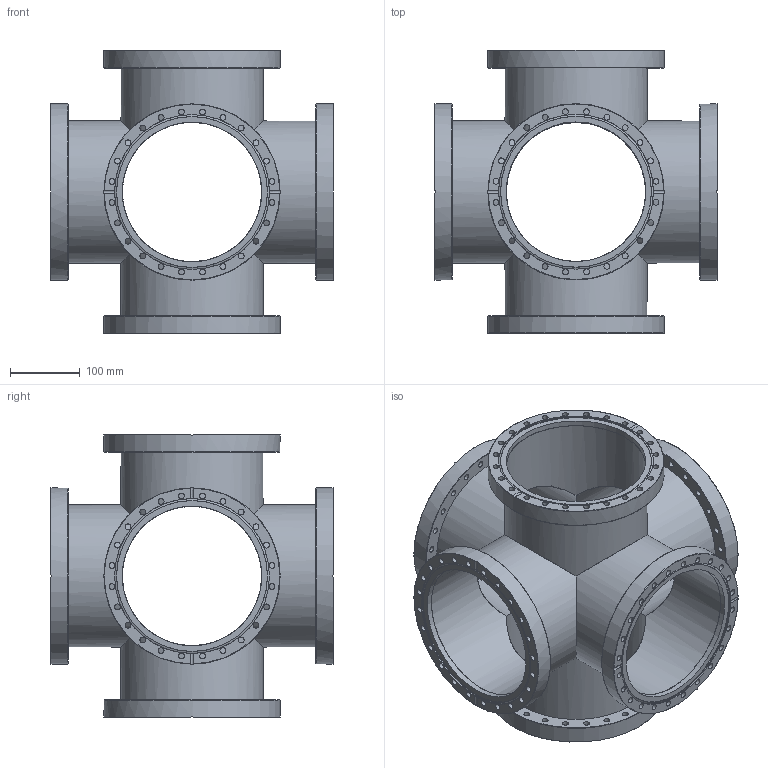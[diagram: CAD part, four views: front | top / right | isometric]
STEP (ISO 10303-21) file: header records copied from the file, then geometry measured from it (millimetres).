
FILE_DESCRIPTION((''),'2;1');
FILE_NAME('XX200R-304.stp','2009-04-30T15:26:55',('hasers'),(''),'Autodesk Inventor 2008','Autodesk Inventor 2008','');
FILE_SCHEMA(('AUTOMOTIVE_DESIGN { 1 0 10303 214 1 1 1 1 }'));
Length unit declared in the file: millimetre
Products named in the file (10): XX200R-304; Rohre [Subject [Summary]=2x45°][Keywords [Summary]=1.4301][Title [Summary]=204x2,0 (0,5m)]_1; Rohre [Subject [Summary]=2x45°][Keywords [Summary]=1.4301][Title [Summary]=204x2,0 (0,5m)]_2; Rohre [Subject [Summary]=2x45°][Keywords [Summary]=1.4301][Title [Summary]=204x2,0 (0,5m)]_3; Rohre [Subject [Summary]=2x45°][Keywords [Summary]=1.4301][Title [Summary]=204x2,0 (0,5m)]_4; Rohre [Subject [Summary]=2x45°][Keywords [Summary]=1.4301][Title [Summary]=204x2,0 (0,5m)]_5; Rohre [Subject [Summary]=2x45°][Keywords [Summary]=1.4301][Title [Summary]=204x2,0 (0,5m)]_6; CF-07 [Keywords [Summary]=1.4301][Company [Summary]=Vacom][Title [Summary]=F200B204]; CF-R [Subject [Summary]=-304][Title [Summary]=F200RIB204]; CF-R [Subject [Summary]=-304][Title [Summary]=F200RO]
Assembly tree (15 placements, depth 2):
  XX200R-304
    Rohre [Subject [Summary]=2x45°][Keywords [Summary]=1.4301][Title [Summary]=204x2,0 (0,5m)]_1
    Rohre [Subject [Summary]=2x45°][Keywords [Summary]=1.4301][Title [Summary]=204x2,0 (0,5m)]_2
    Rohre [Subject [Summary]=2x45°][Keywords [Summary]=1.4301][Title [Summary]=204x2,0 (0,5m)]_3
    Rohre [Subject [Summary]=2x45°][Keywords [Summary]=1.4301][Title [Summary]=204x2,0 (0,5m)]_4
    Rohre [Subject [Summary]=2x45°][Keywords [Summary]=1.4301][Title [Summary]=204x2,0 (0,5m)]_5
    Rohre [Subject [Summary]=2x45°][Keywords [Summary]=1.4301][Title [Summary]=204x2,0 (0,5m)]_6
    CF-07 [Keywords [Summary]=1.4301][Company [Summary]=Vacom][Title [Summary]=F200B204]  x3
    CF-R [Subject [Summary]=-304][Title [Summary]=F200RIB204]  x3
    CF-R [Subject [Summary]=-304][Title [Summary]=F200RO]  x3
Bounding box: 406 x 406 x 406 mm (x, y, z)
Volume: 3167589.3 mm3; surface area: 1409422.2 mm2
Topology: 15 solids, 15 shells, 318 faces, 975 edges, 687 vertices
Faces by surface type: bspline 168, plane 60, cylinder 42, torus 33, cone 15
Full cylindrical faces by diameter (mm): 200 x6, 200.5 x3, 204 x6, 204.5 x3, 222.1 x3, 222.3 x3, 223 x3, 253 x6
Entity records: 5090 total; most frequent: CARTESIAN_POINT 1772, DIRECTION 634, ORIENTED_EDGE 492, EDGE_LOOP 328, AXIS2_PLACEMENT_3D 301, EDGE_CURVE 246, VERTEX_POINT 210, FACE_BOUND 194
